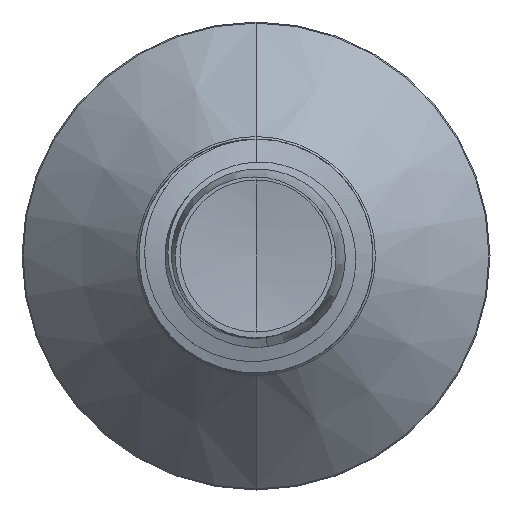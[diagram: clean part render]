
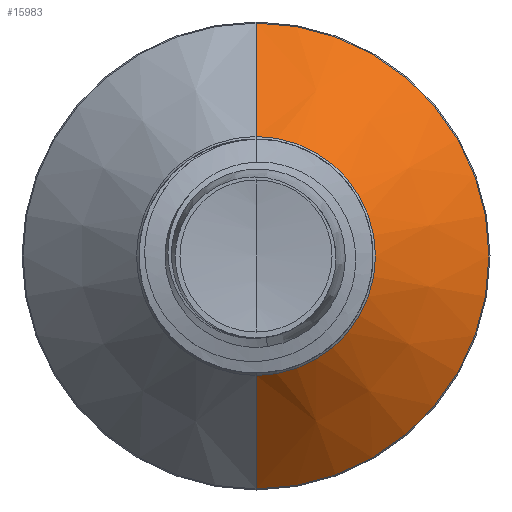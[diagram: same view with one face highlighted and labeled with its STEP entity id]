
A CAD part, front view. The second image highlights one B-rep face of the part: STEP entity #15983.
In plain terms, the highlighted conical face has half-angle 45 degrees and reference radius 2.042 mm.
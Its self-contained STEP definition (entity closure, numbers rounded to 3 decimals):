
#383 = AXIS2_PLACEMENT_3D ( 'NONE', #2897, #2861, #2832 ) ;
#551 = VERTEX_POINT ( 'NONE', #4931 ) ;
#1780 = ORIENTED_EDGE ( 'NONE', *, *, #5632, .T. ) ;
#1946 = CONICAL_SURFACE ( 'NONE', #19426, 2.042, 0.785 ) ;
#2351 = CIRCLE ( 'NONE', #4138, 3.982 ) ;
#2832 = DIRECTION ( 'NONE',  ( 0., 0., 1. ) ) ;
#2861 = DIRECTION ( 'NONE',  ( 0., 1., 0. ) ) ;
#2897 = CARTESIAN_POINT ( 'NONE',  ( 0., 6.342, 0. ) ) ;
#3506 = DIRECTION ( 'NONE',  ( 0., 1., 0. ) ) ;
#4138 = AXIS2_PLACEMENT_3D ( 'NONE', #5081, #5052, #5021 ) ;
#4786 = EDGE_CURVE ( 'NONE', #7714, #20950, #12896, .T. ) ;
#4931 = CARTESIAN_POINT ( 'NONE',  ( 0., 6.342, 2.042 ) ) ;
#5013 = EDGE_CURVE ( 'NONE', #12878, #20950, #2351, .T. ) ;
#5021 = DIRECTION ( 'NONE',  ( 0., 0., 1. ) ) ;
#5052 = DIRECTION ( 'NONE',  ( 0., 1., 0. ) ) ;
#5081 = CARTESIAN_POINT ( 'NONE',  ( 0., 8.282, 0. ) ) ;
#5579 = VECTOR ( 'NONE', #18634, 1000. ) ;
#5632 = EDGE_CURVE ( 'NONE', #551, #7714, #8870, .T. ) ;
#5790 = CARTESIAN_POINT ( 'NONE',  ( 0., 6.342, 0. ) ) ;
#6677 = EDGE_CURVE ( 'NONE', #551, #12878, #10142, .T. ) ;
#6983 = DIRECTION ( 'NONE',  ( 0., 0.707, -0.707 ) ) ;
#7019 = CARTESIAN_POINT ( 'NONE',  ( 0., 6.342, -2.042 ) ) ;
#7714 = VERTEX_POINT ( 'NONE', #9770 ) ;
#8870 = CIRCLE ( 'NONE', #383, 2.042 ) ;
#9770 = CARTESIAN_POINT ( 'NONE',  ( 0., 6.342, -2.042 ) ) ;
#10142 = LINE ( 'NONE', #20084, #5579 ) ;
#10720 = ORIENTED_EDGE ( 'NONE', *, *, #4786, .T. ) ;
#10972 = CARTESIAN_POINT ( 'NONE',  ( 0., 8.282, -3.982 ) ) ;
#12020 = VECTOR ( 'NONE', #6983, 1000. ) ;
#12878 = VERTEX_POINT ( 'NONE', #13916 ) ;
#12896 = LINE ( 'NONE', #7019, #12020 ) ;
#13916 = CARTESIAN_POINT ( 'NONE',  ( 0., 8.282, 3.982 ) ) ;
#15707 = ORIENTED_EDGE ( 'NONE', *, *, #6677, .F. ) ;
#15983 = ADVANCED_FACE ( 'NONE', ( #16172 ), #1946, .T. ) ;
#16039 = ORIENTED_EDGE ( 'NONE', *, *, #5013, .F. ) ;
#16172 = FACE_OUTER_BOUND ( 'NONE', #16201, .T. ) ;
#16201 = EDGE_LOOP ( 'NONE', ( #1780, #10720, #16039, #15707 ) ) ;
#18584 = DIRECTION ( 'NONE',  ( 0., 0., 1. ) ) ;
#18634 = DIRECTION ( 'NONE',  ( 0., 0.707, 0.707 ) ) ;
#19426 = AXIS2_PLACEMENT_3D ( 'NONE', #5790, #3506, #18584 ) ;
#20084 = CARTESIAN_POINT ( 'NONE',  ( 0., 6.342, 2.042 ) ) ;
#20950 = VERTEX_POINT ( 'NONE', #10972 ) ;
